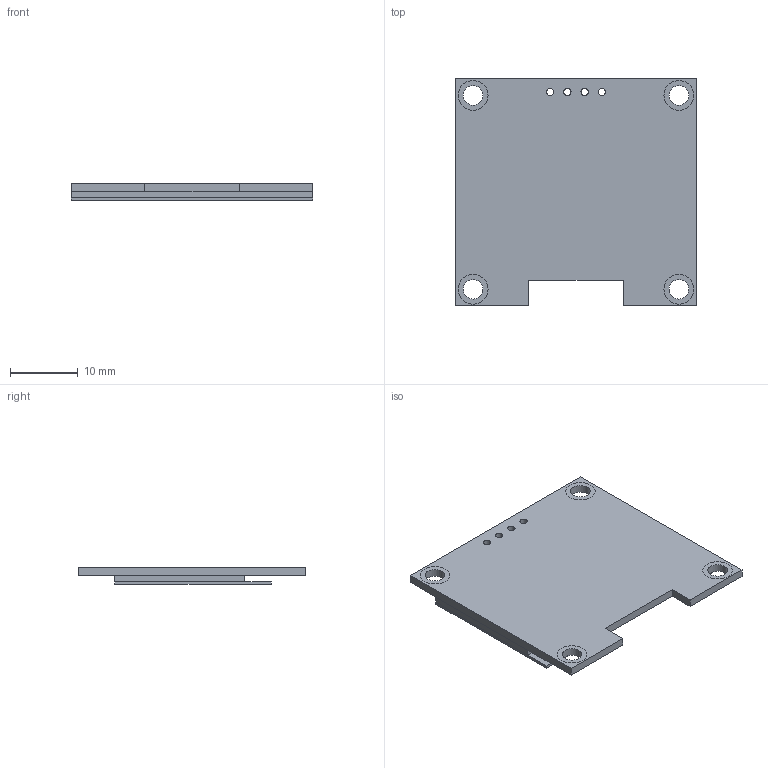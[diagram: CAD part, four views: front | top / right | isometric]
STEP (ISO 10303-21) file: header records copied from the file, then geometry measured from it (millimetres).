
FILE_DESCRIPTION(/* description */ (''),/* implementation_level */ '2;1');
FILE_NAME(/* name */ 'OLED_SSD1306_1_3_128x64_no_connector.step',/* time_stamp */ '2021-12-10T21:38:03+01:00',/* author */ (''),/* organization */ (''),/* preprocessor_version */ 'ST-DEVELOPER v18.1',/* originating_system */ 'Autodesk Translation Framework v10.10.0.1391',/* authorisation */ '');
FILE_SCHEMA (('AUTOMOTIVE_DESIGN { 1 0 10303 214 3 1 1 }'));
Length unit declared in the file: millimetre
Products named in the file (1): (Unsaved)
Bounding box: 35.65 x 33.6 x 2.5 mm (x, y, z)
Volume: 2283.8 mm3; surface area: 2889.5 mm2
Topology: 1 solids, 1 shells, 36 faces, 80 edges, 54 vertices
Faces by surface type: plane 28, cylinder 8
Full cylindrical faces by diameter (mm): 1.077 x4, 2.9 x4
Entity records: 1131 total; most frequent: DIRECTION 178, CARTESIAN_POINT 171, ORIENTED_EDGE 160, EDGE_CURVE 80, AXIS2_PLACEMENT_3D 61, EDGE_LOOP 60, LINE 56, VECTOR 56
